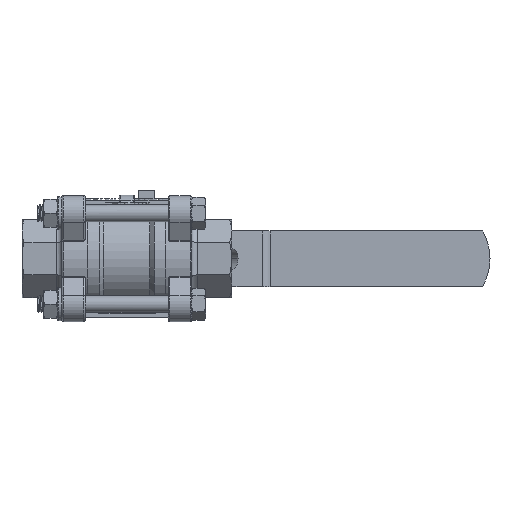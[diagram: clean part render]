
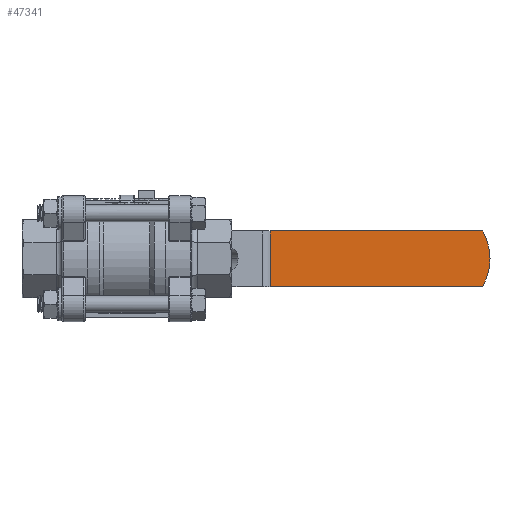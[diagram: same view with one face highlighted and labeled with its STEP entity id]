
A CAD part, front view. The second image highlights one B-rep face of the part: STEP entity #47341.
In plain terms, the highlighted planar face has unit normal (0, -1, 0).
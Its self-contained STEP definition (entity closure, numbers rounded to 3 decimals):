
#661 = DIRECTION ( 'NONE',  ( 0., 1., 0. ) ) ;
#1918 = CARTESIAN_POINT ( 'NONE',  ( 0., 27., -110. ) ) ;
#3430 = VERTEX_POINT ( 'NONE', #37956 ) ;
#4410 = AXIS2_PLACEMENT_3D ( 'NONE', #61248, #661, #36052 ) ;
#4722 = EDGE_CURVE ( 'NONE', #25532, #16071, #28501, .T. ) ;
#6226 = EDGE_LOOP ( 'NONE', ( #49539, #56565, #34298, #9534 ) ) ;
#6993 = DIRECTION ( 'NONE',  ( 0., 0., 1. ) ) ;
#9534 = ORIENTED_EDGE ( 'NONE', *, *, #4722, .T. ) ;
#10401 = PLANE ( 'NONE',  #4410 ) ;
#16069 = EDGE_CURVE ( 'NONE', #25532, #46356, #32761, .T. ) ;
#16071 = VERTEX_POINT ( 'NONE', #48212 ) ;
#20521 = CARTESIAN_POINT ( 'NONE',  ( 9.95, 27., -51.314 ) ) ;
#23061 = DIRECTION ( 'NONE',  ( 0., 0., -1. ) ) ;
#24053 = EDGE_CURVE ( 'NONE', #3430, #46356, #56604, .T. ) ;
#24723 = CARTESIAN_POINT ( 'NONE',  ( -9.95, 27., -49.657 ) ) ;
#25532 = VERTEX_POINT ( 'NONE', #20521 ) ;
#27052 = FACE_OUTER_BOUND ( 'NONE', #6226, .T. ) ;
#28501 = LINE ( 'NONE', #32680, #55362 ) ;
#29771 = LINE ( 'NONE', #24723, #56613 ) ;
#31984 = EDGE_CURVE ( 'NONE', #16071, #3430, #29771, .T. ) ;
#32680 = CARTESIAN_POINT ( 'NONE',  ( -9.95, 27., -51.314 ) ) ;
#32761 = LINE ( 'NONE', #33212, #34320 ) ;
#33212 = CARTESIAN_POINT ( 'NONE',  ( 9.95, 27., -49.657 ) ) ;
#34298 = ORIENTED_EDGE ( 'NONE', *, *, #16069, .F. ) ;
#34320 = VECTOR ( 'NONE', #23061, 1000. ) ;
#36052 = DIRECTION ( 'NONE',  ( 0., 0., 1. ) ) ;
#37324 = DIRECTION ( 'NONE',  ( 0., -1., 0. ) ) ;
#37956 = CARTESIAN_POINT ( 'NONE',  ( -9.95, 27., -127.349 ) ) ;
#39592 = CARTESIAN_POINT ( 'NONE',  ( 9.95, 27., -127.349 ) ) ;
#46356 = VERTEX_POINT ( 'NONE', #39592 ) ;
#46406 = AXIS2_PLACEMENT_3D ( 'NONE', #1918, #37324, #6993 ) ;
#47341 = ADVANCED_FACE ( 'NONE', ( #27052 ), #10401, .F. ) ;
#48212 = CARTESIAN_POINT ( 'NONE',  ( -9.95, 27., -51.314 ) ) ;
#49539 = ORIENTED_EDGE ( 'NONE', *, *, #31984, .T. ) ;
#55362 = VECTOR ( 'NONE', #57835, 1000. ) ;
#56565 = ORIENTED_EDGE ( 'NONE', *, *, #24053, .T. ) ;
#56604 = CIRCLE ( 'NONE', #46406, 20. ) ;
#56613 = VECTOR ( 'NONE', #60053, 1000. ) ;
#57835 = DIRECTION ( 'NONE',  ( -1., 0., 0. ) ) ;
#60053 = DIRECTION ( 'NONE',  ( 0., 0., -1. ) ) ;
#61248 = CARTESIAN_POINT ( 'NONE',  ( 9.95, 27., -49.657 ) ) ;
